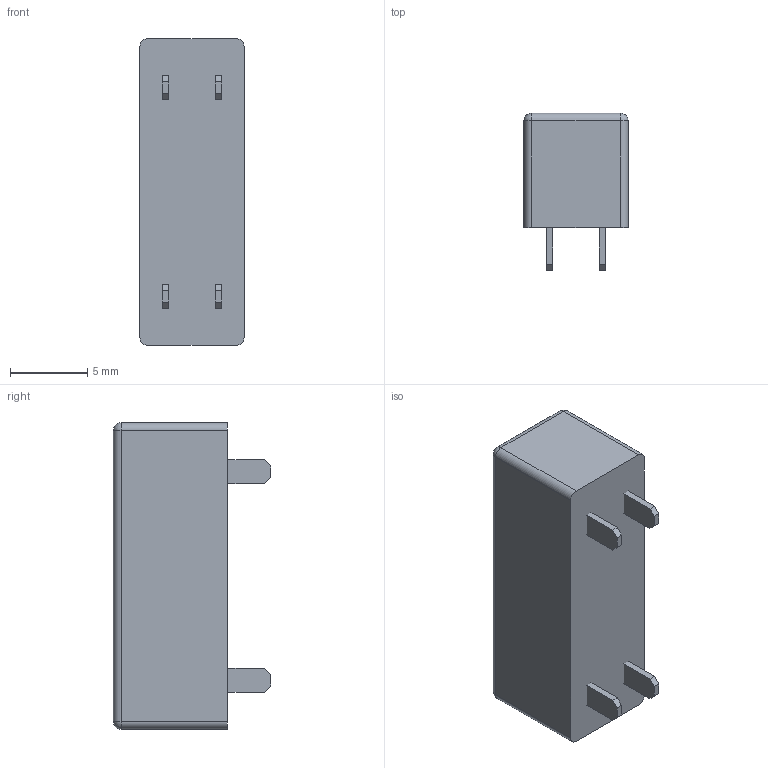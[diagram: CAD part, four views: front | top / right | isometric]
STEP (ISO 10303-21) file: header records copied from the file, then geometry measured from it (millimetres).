
FILE_SCHEMA (('AUTOMOTIVE_DESIGN { 1 0 10303 214 3 1 1 }'));
Length unit declared in the file: millimetre
Products named in the file (3): 3557-2; 3557-2_Base; 3557
Assembly tree (3 placements, depth 2):
  3557-2
    3557-2_Base
    3557  x2
Bounding box: 6.73 x 10.16 x 19.81 mm (x, y, z)
Volume: 653.8 mm3; surface area: 1394.7 mm2
Topology: 3 solids, 3 shells, 163 faces, 376 edges, 220 vertices
Faces by surface type: plane 123, cylinder 36, sphere 4
Entity records: 2658 total; most frequent: DIRECTION 454, CARTESIAN_POINT 435, ORIENTED_EDGE 424, EDGE_CURVE 212, LINE 168, VECTOR 168, AXIS2_PLACEMENT_3D 143, VERTEX_POINT 124
